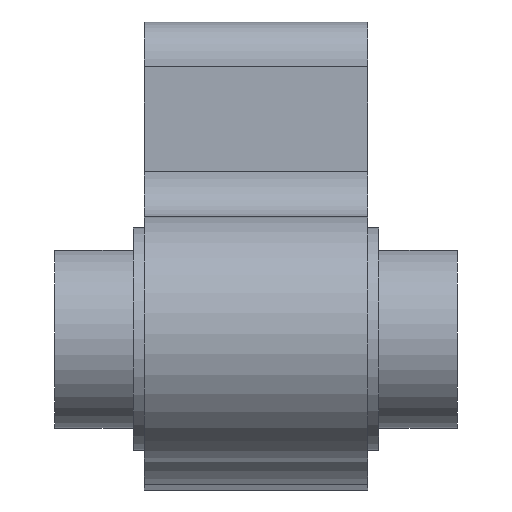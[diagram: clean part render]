
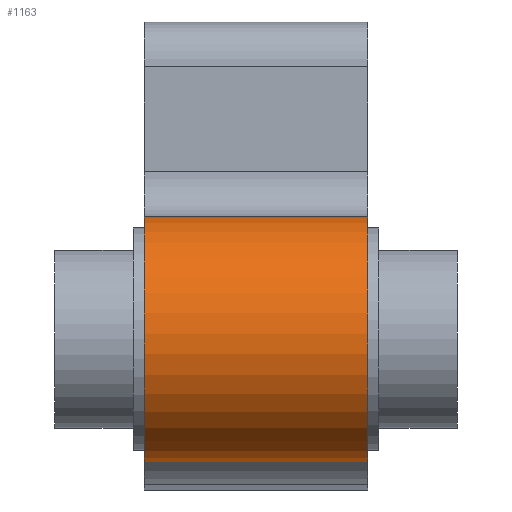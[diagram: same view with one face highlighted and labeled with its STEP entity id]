
A CAD part, left-side view. The second image highlights one B-rep face of the part: STEP entity #1163.
In plain terms, the highlighted cylindrical face has radius 5.5 mm (diameter 11 mm), a partial arc.
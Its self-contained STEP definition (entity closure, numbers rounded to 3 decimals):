
#113 = CARTESIAN_POINT ( 'NONE',  ( -32., 10., 0. ) ) ;
#191 = ORIENTED_EDGE ( 'NONE', *, *, #655, .F. ) ;
#196 = DIRECTION ( 'NONE',  ( 0., 0., 1. ) ) ;
#247 = VERTEX_POINT ( 'NONE', #814 ) ;
#317 = CIRCLE ( 'NONE', #874, 5.5 ) ;
#383 = VERTEX_POINT ( 'NONE', #730 ) ;
#385 = CARTESIAN_POINT ( 'NONE',  ( -32., 10., 5.5 ) ) ;
#424 = DIRECTION ( 'NONE',  ( 0., 0., -1. ) ) ;
#428 = VERTEX_POINT ( 'NONE', #642 ) ;
#460 = CARTESIAN_POINT ( 'NONE',  ( -32., 10., 0. ) ) ;
#498 = VECTOR ( 'NONE', #944, 1000. ) ;
#507 = EDGE_LOOP ( 'NONE', ( #1068, #191, #929, #986 ) ) ;
#628 = CIRCLE ( 'NONE', #779, 5.5 ) ;
#642 = CARTESIAN_POINT ( 'NONE',  ( -32., 0., 5.5 ) ) ;
#644 = DIRECTION ( 'NONE',  ( 0., -1., 0. ) ) ;
#655 = EDGE_CURVE ( 'NONE', #1128, #428, #845, .T. ) ;
#656 = FACE_OUTER_BOUND ( 'NONE', #507, .T. ) ;
#662 = CYLINDRICAL_SURFACE ( 'NONE', #678, 5.5 ) ;
#678 = AXIS2_PLACEMENT_3D ( 'NONE', #113, #1017, #196 ) ;
#714 = EDGE_CURVE ( 'NONE', #247, #383, #1022, .T. ) ;
#730 = CARTESIAN_POINT ( 'NONE',  ( -28.225, 0., -4. ) ) ;
#742 = VECTOR ( 'NONE', #760, 1000. ) ;
#760 = DIRECTION ( 'NONE',  ( 0., -1., 0. ) ) ;
#763 = DIRECTION ( 'NONE',  ( 0., 0., -1. ) ) ;
#779 = AXIS2_PLACEMENT_3D ( 'NONE', #460, #825, #763 ) ;
#814 = CARTESIAN_POINT ( 'NONE',  ( -28.225, 10., -4. ) ) ;
#825 = DIRECTION ( 'NONE',  ( 0., -1., 0. ) ) ;
#845 = LINE ( 'NONE', #385, #742 ) ;
#874 = AXIS2_PLACEMENT_3D ( 'NONE', #1081, #644, #424 ) ;
#890 = EDGE_CURVE ( 'NONE', #428, #383, #317, .T. ) ;
#924 = CARTESIAN_POINT ( 'NONE',  ( -32., 10., 5.5 ) ) ;
#929 = ORIENTED_EDGE ( 'NONE', *, *, #1085, .T. ) ;
#944 = DIRECTION ( 'NONE',  ( 0., -1., 0. ) ) ;
#959 = CARTESIAN_POINT ( 'NONE',  ( -28.225, 10., -4. ) ) ;
#986 = ORIENTED_EDGE ( 'NONE', *, *, #714, .T. ) ;
#1017 = DIRECTION ( 'NONE',  ( 0., -1., 0. ) ) ;
#1022 = LINE ( 'NONE', #959, #498 ) ;
#1068 = ORIENTED_EDGE ( 'NONE', *, *, #890, .F. ) ;
#1081 = CARTESIAN_POINT ( 'NONE',  ( -32., 0., 0. ) ) ;
#1085 = EDGE_CURVE ( 'NONE', #1128, #247, #628, .T. ) ;
#1128 = VERTEX_POINT ( 'NONE', #924 ) ;
#1163 = ADVANCED_FACE ( 'NONE', ( #656 ), #662, .T. ) ;
